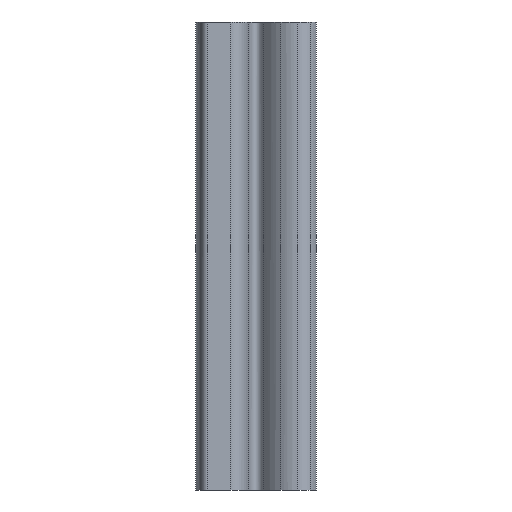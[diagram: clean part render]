
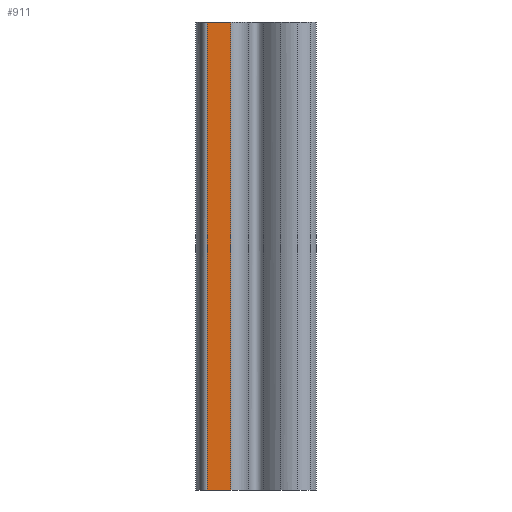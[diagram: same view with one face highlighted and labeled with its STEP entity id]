
A CAD part, left-side view. The second image highlights one B-rep face of the part: STEP entity #911.
In plain terms, the highlighted planar face has unit normal (-1, 0, 0).
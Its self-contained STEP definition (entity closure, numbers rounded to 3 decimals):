
#339=CARTESIAN_POINT('POINT14',(-230.,450.,2000.
   ));
#340=VERTEX_POINT('VERTEX14',#339);
#367=CARTESIAN_POINT('POINT15',(-230.,350.,2000.));
#368=VERTEX_POINT('VERTEX15',#367);
#369=B_SPLINE_CURVE_WITH_KNOTS('SPLINE_CRV14',2,(#370,#371,#372,#373,
   #374,#375,#376,#377,#378,#379,#380,#381,#382,#383,#384,#385,#386,#387
   ,#388,#389,#390,#391,#392),.UNSPECIFIED.,.T.,.F.,(3,1,1,1,1,1,1,1,1,1
   ,1,1,1,1,1,1,1,1,1,1,1,3),(0.,0.048,
   0.095,0.143,0.19,
   0.238,0.286,0.333,
   0.381,0.429,0.476,
   0.524,0.571,0.619,
   0.667,0.714,0.762,
   0.81,0.857,0.905,
   0.952,1.),.UNSPECIFIED.);
#370=CARTESIAN_POINT('',(45.,0.,2000.));
#371=CARTESIAN_POINT('',(90.,0.,2000.));
#372=CARTESIAN_POINT('',(130.,-20.,2000.));
#373=CARTESIAN_POINT('',(170.,-10.,2000.));
#374=CARTESIAN_POINT('',(220.,30.,2000.));
#375=CARTESIAN_POINT('',(220.,100.,2000.));
#376=CARTESIAN_POINT('',(180.,170.,2000.));
#377=CARTESIAN_POINT('',(80.,250.,2000.));
#378=CARTESIAN_POINT('',(230.,300.,2000.));
#379=CARTESIAN_POINT('',(230.,400.,2000.));
#380=CARTESIAN_POINT('',(230.,500.,2000.));
#381=CARTESIAN_POINT('',(-230.,500.,2000.));
#382=CARTESIAN_POINT('',(-230.,400.,2000.));
#383=CARTESIAN_POINT('',(-230.,300.,2000.));
#384=CARTESIAN_POINT('',(-80.,250.,2000.));
#385=CARTESIAN_POINT('',(-180.,170.,2000.));
#386=CARTESIAN_POINT('',(-220.,100.,2000.));
#387=CARTESIAN_POINT('',(-220.,30.,2000.));
#388=CARTESIAN_POINT('',(-170.,-10.,2000.));
#389=CARTESIAN_POINT('',(-130.,-20.,2000.));
#390=CARTESIAN_POINT('',(-90.,0.,2000.));
#391=CARTESIAN_POINT('',(0.,0.,2000.));
#392=CARTESIAN_POINT('',(45.,0.,2000.));
#393=EDGE_CURVE('EDGE14',#340,#368,#369,.T.);
#862=CARTESIAN_POINT('POINT33',(-230.,450.,0.
   ));
#863=VERTEX_POINT('VERTEX33',#862);
#870=CARTESIAN_POINT('POS14',(-230.,450.,0.))
   ;
#871=DIRECTION('DIR16',(0.,0.,1.));
#872=VECTOR('VEC12',#871,25.4);
#873=LINE('STRAIGHT12',#870,#872);
#874=EDGE_CURVE('EDGE44',#863,#340,#873,.T.);
#888=CARTESIAN_POINT('POINT34',(-230.,350.,0.));
#889=VERTEX_POINT('VERTEX34',#888);
#890=B_SPLINE_CURVE_WITH_KNOTS('SPLINE_CRV33',2,(#891,#892,#893),
   .UNSPECIFIED.,.F.,.F.,(3,3),(0.,1.),.UNSPECIFIED.);
#891=CARTESIAN_POINT('',(-230.,350.,0.));
#892=CARTESIAN_POINT('',(-230.,400.,0.));
#893=CARTESIAN_POINT('',(-230.,450.,0.));
#894=EDGE_CURVE('EDGE45',#889,#863,#890,.T.);
#895=ORIENTED_EDGE('COEDGE66',*,*,#894,.F.);
#896=CARTESIAN_POINT('POS15',(-230.,350.,0.));
#897=DIRECTION('DIR17',(0.,0.,1.));
#898=VECTOR('VEC13',#897,25.4);
#899=LINE('STRAIGHT13',#896,#898);
#900=EDGE_CURVE('EDGE46',#889,#368,#899,.T.);
#901=ORIENTED_EDGE('COEDGE67',*,*,#900,.T.);
#902=ORIENTED_EDGE('COEDGE68',*,*,#393,.F.);
#903=ORIENTED_EDGE('COEDGE69',*,*,#874,.F.);
#904=EDGE_LOOP('NONE',(#895,#901,#902,#903));
#905=FACE_BOUND('LOOP1',#904,.T.);
#906=CARTESIAN_POINT('POS16',(-230.,400.,1000.));
#907=DIRECTION('DIR18',(-1.,0.,0.));
#908=DIRECTION('DIR19',(0.,1.,0.));
#909=AXIS2_PLACEMENT_3D('AXIS3',#906,#907,#908);
#910=PLANE('PLANE3',#909);
#911=ADVANCED_FACE('FACE13',(#905),#910,.T.);
